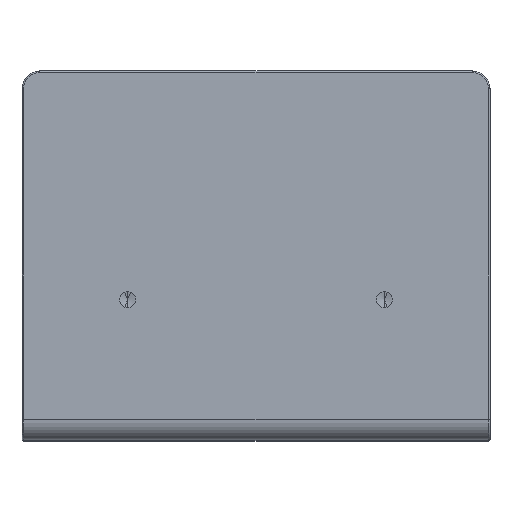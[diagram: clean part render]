
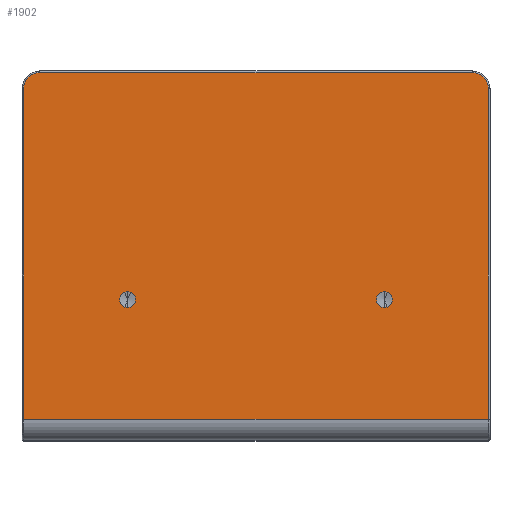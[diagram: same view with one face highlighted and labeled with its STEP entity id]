
A CAD part, top view. The second image highlights one B-rep face of the part: STEP entity #1902.
In plain terms, the highlighted face is planar.
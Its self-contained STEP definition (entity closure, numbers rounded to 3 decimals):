
#817=DIRECTION('',(0.,0.,1.));
#818=VECTOR('',#817,94.);
#819=CARTESIAN_POINT('',(66.,0.,-99.));
#820=LINE('',#819,#818);
#821=CARTESIAN_POINT('',(61.5,0.,-5.));
#822=DIRECTION('',(0.,-1.,0.));
#823=DIRECTION('',(1.,0.,0.));
#824=AXIS2_PLACEMENT_3D('',#821,#822,#823);
#826=DIRECTION('',(-1.,0.,0.));
#827=VECTOR('',#826,123.);
#828=CARTESIAN_POINT('',(61.5,0.,-0.5));
#829=LINE('',#828,#827);
#830=CARTESIAN_POINT('',(-61.5,0.,-5.));
#831=DIRECTION('',(0.,-1.,0.));
#832=DIRECTION('',(0.,0.,1.));
#833=AXIS2_PLACEMENT_3D('',#830,#831,#832);
#835=DIRECTION('',(0.,0.,-1.));
#836=VECTOR('',#835,94.);
#837=CARTESIAN_POINT('',(-66.,0.,-5.));
#838=LINE('',#837,#836);
#839=DIRECTION('',(1.,0.,0.));
#840=VECTOR('',#839,132.);
#841=CARTESIAN_POINT('',(-66.,0.,-99.));
#842=LINE('',#841,#840);
#843=CARTESIAN_POINT('',(-36.5,0.,-65.));
#844=DIRECTION('',(0.,-1.,0.));
#845=DIRECTION('',(-1.,0.,0.));
#846=AXIS2_PLACEMENT_3D('',#843,#844,#845);
#848=CARTESIAN_POINT('',(-36.5,0.,-65.));
#849=DIRECTION('',(0.,-1.,0.));
#850=DIRECTION('',(1.,0.,0.));
#851=AXIS2_PLACEMENT_3D('',#848,#849,#850);
#853=CARTESIAN_POINT('',(36.5,0.,-65.));
#854=DIRECTION('',(0.,-1.,0.));
#855=DIRECTION('',(-1.,0.,0.));
#856=AXIS2_PLACEMENT_3D('',#853,#854,#855);
#858=CARTESIAN_POINT('',(36.5,0.,-65.));
#859=DIRECTION('',(0.,-1.,0.));
#860=DIRECTION('',(1.,0.,0.));
#861=AXIS2_PLACEMENT_3D('',#858,#859,#860);
#1109=CARTESIAN_POINT('',(66.,0.,-99.));
#1110=CARTESIAN_POINT('',(66.,0.,-5.));
#1111=VERTEX_POINT('',#1109);
#1112=VERTEX_POINT('',#1110);
#1151=CARTESIAN_POINT('',(-66.,0.,-99.));
#1152=VERTEX_POINT('',#1151);
#1155=CARTESIAN_POINT('',(-66.,0.,-5.));
#1156=VERTEX_POINT('',#1155);
#1175=CARTESIAN_POINT('',(61.5,0.,-0.5));
#1176=VERTEX_POINT('',#1175);
#1179=CARTESIAN_POINT('',(-61.5,0.,-0.5));
#1180=VERTEX_POINT('',#1179);
#1273=CARTESIAN_POINT('',(-38.75,0.,-65.));
#1274=CARTESIAN_POINT('',(-34.25,0.,-65.));
#1275=VERTEX_POINT('',#1273);
#1276=VERTEX_POINT('',#1274);
#1277=CARTESIAN_POINT('',(34.25,0.,-65.));
#1278=CARTESIAN_POINT('',(38.75,0.,-65.));
#1279=VERTEX_POINT('',#1277);
#1280=VERTEX_POINT('',#1278);
#1872=CARTESIAN_POINT('',(-66.5,0.,-99.));
#1873=DIRECTION('',(0.,1.,0.));
#1874=DIRECTION('',(0.,0.,1.));
#1875=AXIS2_PLACEMENT_3D('',#1872,#1873,#1874);
#1876=PLANE('',#1875);
#1877=ORIENTED_EDGE('',*,*,#1862,.T.);
#1879=ORIENTED_EDGE('',*,*,#1878,.T.);
#1881=ORIENTED_EDGE('',*,*,#1880,.T.);
#1883=ORIENTED_EDGE('',*,*,#1882,.T.);
#1885=ORIENTED_EDGE('',*,*,#1884,.T.);
#1887=ORIENTED_EDGE('',*,*,#1886,.T.);
#1888=EDGE_LOOP('',(#1877,#1879,#1881,#1883,#1885,#1887));
#1889=FACE_OUTER_BOUND('',#1888,.F.);
#1891=ORIENTED_EDGE('',*,*,#1890,.F.);
#1893=ORIENTED_EDGE('',*,*,#1892,.F.);
#1894=EDGE_LOOP('',(#1891,#1893));
#1895=FACE_BOUND('',#1894,.F.);
#1897=ORIENTED_EDGE('',*,*,#1896,.F.);
#1899=ORIENTED_EDGE('',*,*,#1898,.F.);
#1900=EDGE_LOOP('',(#1897,#1899));
#1901=FACE_BOUND('',#1900,.F.);
#825=CIRCLE('',#824,4.5);
#834=CIRCLE('',#833,4.5);
#847=CIRCLE('',#846,2.25);
#852=CIRCLE('',#851,2.25);
#857=CIRCLE('',#856,2.25);
#862=CIRCLE('',#861,2.25);
#1862=EDGE_CURVE('',#1111,#1112,#820,.T.);
#1878=EDGE_CURVE('',#1112,#1176,#825,.T.);
#1880=EDGE_CURVE('',#1176,#1180,#829,.T.);
#1882=EDGE_CURVE('',#1180,#1156,#834,.T.);
#1884=EDGE_CURVE('',#1156,#1152,#838,.T.);
#1886=EDGE_CURVE('',#1152,#1111,#842,.T.);
#1890=EDGE_CURVE('',#1275,#1276,#847,.T.);
#1892=EDGE_CURVE('',#1276,#1275,#852,.T.);
#1896=EDGE_CURVE('',#1279,#1280,#857,.T.);
#1898=EDGE_CURVE('',#1280,#1279,#862,.T.);
#1902=ADVANCED_FACE('',(#1889,#1895,#1901),#1876,.T.);
